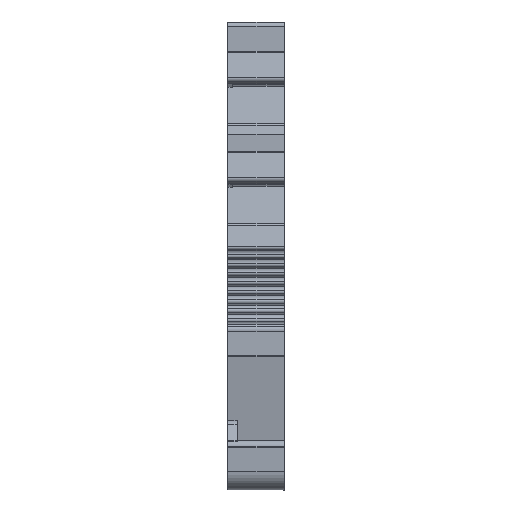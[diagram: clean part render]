
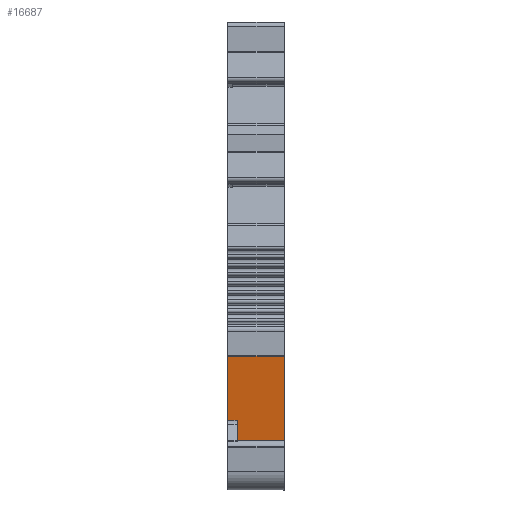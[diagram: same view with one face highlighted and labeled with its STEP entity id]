
A CAD part, front view. The second image highlights one B-rep face of the part: STEP entity #16687.
In plain terms, the highlighted planar face has unit normal (0, -0.986, -0.168).
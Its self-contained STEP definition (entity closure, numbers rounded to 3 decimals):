
#2785=ORIENTED_EDGE('',*,*,#5749,.T.);
#2786=ORIENTED_EDGE('',*,*,#4825,.T.);
#2787=ORIENTED_EDGE('',*,*,#4819,.F.);
#2788=ORIENTED_EDGE('',*,*,#5748,.T.);
#2789=ORIENTED_EDGE('',*,*,#5750,.F.);
#2790=ORIENTED_EDGE('',*,*,#5751,.T.);
#4819=EDGE_CURVE('',#6585,#6586,#7763,.T.);
#4825=EDGE_CURVE('',#6590,#6586,#7765,.F.);
#5748=EDGE_CURVE('',#6585,#7203,#8407,.T.);
#5749=EDGE_CURVE('',#7204,#6590,#8408,.T.);
#5750=EDGE_CURVE('',#7205,#7203,#8409,.T.);
#5751=EDGE_CURVE('',#7205,#7204,#8410,.F.);
#6585=VERTEX_POINT('',#22415);
#6586=VERTEX_POINT('',#22416);
#6590=VERTEX_POINT('',#22427);
#7203=VERTEX_POINT('',#24352);
#7204=VERTEX_POINT('',#24356);
#7205=VERTEX_POINT('',#24358);
#7763=LINE('',#22414,#9062);
#7765=LINE('',#22426,#9064);
#8407=LINE('',#24353,#9706);
#8408=LINE('',#24355,#9707);
#8409=LINE('',#24357,#9708);
#8410=LINE('',#24359,#9709);
#9062=VECTOR('',#18601,1000.);
#9064=VECTOR('',#18613,1000.);
#9706=VECTOR('',#20389,1000.);
#9707=VECTOR('',#20392,1000.);
#9708=VECTOR('',#20393,1000.);
#9709=VECTOR('',#20394,1000.);
#10536=EDGE_LOOP('',(#2785,#2786,#2787,#2788,#2789,#2790));
#11181=FACE_BOUND('',#10536,.T.);
#11675=PLANE('',#17655);
#16687=ADVANCED_FACE('',(#11181),#11675,.T.);
#17655=AXIS2_PLACEMENT_3D('',#24354,#20390,#20391);
#18601=DIRECTION('',(0.,-0.168,0.986));
#18613=DIRECTION('',(-1.,0.,0.));
#20389=DIRECTION('',(1.,0.,0.));
#20390=DIRECTION('',(0.,-0.986,-0.168));
#20391=DIRECTION('',(0.,-0.168,0.986));
#20392=DIRECTION('',(0.,0.168,-0.986));
#20393=DIRECTION('',(0.,0.168,-0.986));
#20394=DIRECTION('',(1.,0.,0.));
#22414=CARTESIAN_POINT('',(-1.763,-0.134,-2.9));
#22415=CARTESIAN_POINT('',(-1.763,0.624,-7.345));
#22416=CARTESIAN_POINT('',(-1.763,-0.177,-2.645));
#22426=CARTESIAN_POINT('',(-2.763,-0.177,-2.645));
#22427=CARTESIAN_POINT('',(-2.763,-0.177,-2.645));
#24352=CARTESIAN_POINT('',(3.237,0.624,-7.345));
#24353=CARTESIAN_POINT('',(-2.763,0.624,-7.345));
#24354=CARTESIAN_POINT('',(-2.763,-1.338,4.168));
#24355=CARTESIAN_POINT('',(-2.763,-1.338,4.168));
#24356=CARTESIAN_POINT('',(-2.763,-1.331,4.126));
#24357=CARTESIAN_POINT('',(3.237,-1.338,4.168));
#24358=CARTESIAN_POINT('',(3.237,-1.331,4.126));
#24359=CARTESIAN_POINT('',(-2.763,-1.331,4.126));
